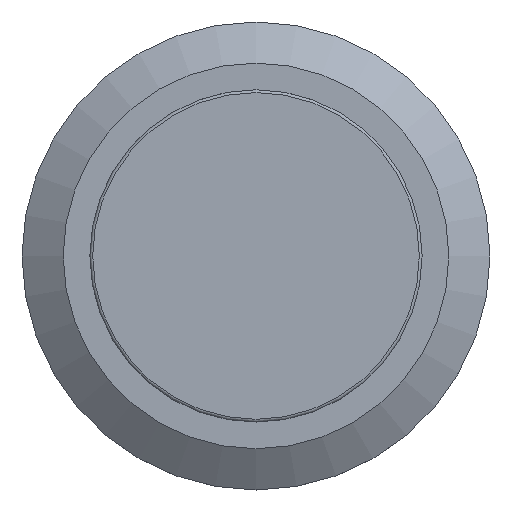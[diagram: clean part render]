
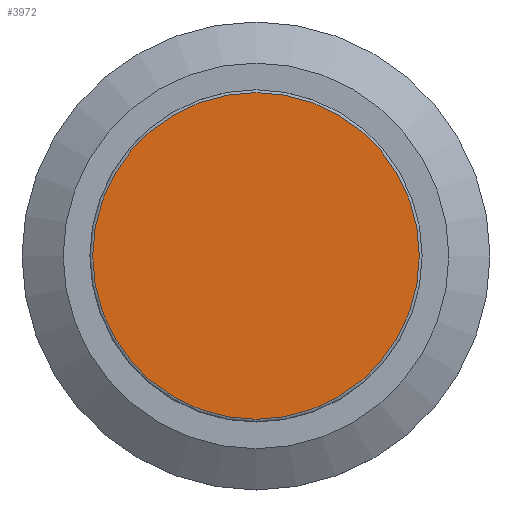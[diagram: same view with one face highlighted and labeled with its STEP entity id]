
A CAD part, top view. The second image highlights one B-rep face of the part: STEP entity #3972.
In plain terms, the highlighted planar face has unit normal (0, 0, 1).
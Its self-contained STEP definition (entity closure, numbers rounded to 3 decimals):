
#1011=PLANE('',#4212);
#1151=FACE_OUTER_BOUND('',#1367,.T.);
#1367=EDGE_LOOP('',(#2750));
#1611=CIRCLE('',#4210,8.725);
#1730=VERTEX_POINT('',#5482);
#2135=EDGE_CURVE('',#1730,#1730,#1611,.T.);
#2750=ORIENTED_EDGE('',*,*,#2135,.F.);
#3972=ADVANCED_FACE('',(#1151),#1011,.F.);
#4210=AXIS2_PLACEMENT_3D('',#5484,#4504,#4505);
#4212=AXIS2_PLACEMENT_3D('',#5486,#4508,#4509);
#4504=DIRECTION('center_axis',(0.,0.,-1.));
#4505=DIRECTION('ref_axis',(1.,0.,0.));
#4508=DIRECTION('center_axis',(0.,0.,-1.));
#4509=DIRECTION('ref_axis',(1.,0.,0.));
#5482=CARTESIAN_POINT('',(-8.725,0.,2.));
#5484=CARTESIAN_POINT('Origin',(0.,0.,2.));
#5486=CARTESIAN_POINT('Origin',(0.,0.,2.));
